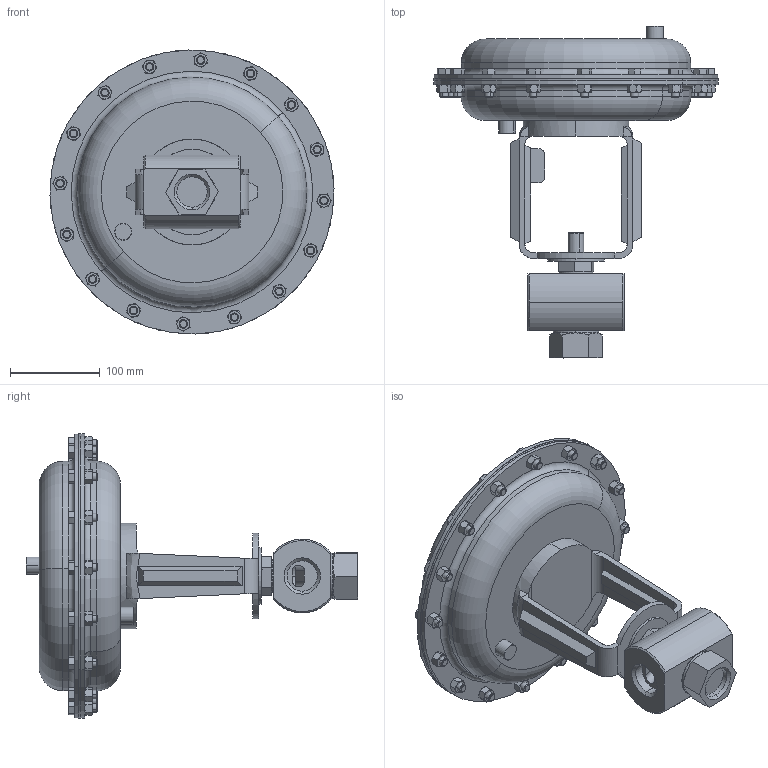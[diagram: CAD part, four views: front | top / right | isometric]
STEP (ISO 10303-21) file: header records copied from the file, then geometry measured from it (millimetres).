
FILE_DESCRIPTION (( 'STEP AP203' ), '1' );
FILE_NAME ('8000T-100-BR+CB+SB-SW-55M.step', '2017-09-20T11:29:14', ( '' ), ( '' ), 'SwSTEP 2.0', 'SolidWorks 2014', '' );
FILE_SCHEMA (( 'CONFIG_CONTROL_DESIGN' ));
Length unit declared in the file: inch
Products named in the file (1): 8000T-100-BR+CB+SB-SW-55M
Bounding box: 317.42 x 370.87 x 317.42 mm (x, y, z)
Volume: 5308938.5 mm3; surface area: 741100.4 mm2
Topology: 42 solids, 42 shells, 850 faces, 1819 edges, 1085 vertices
Faces by surface type: cone 368, plane 362, cylinder 96, torus 22, bspline 2
Entity records: 25063 total; most frequent: CARTESIAN_POINT 7631, ORIENTED_EDGE 3638, DIRECTION 3450, EDGE_CURVE 1819, AXIS2_PLACEMENT_3D 1438, VERTEX_POINT 1085, EDGE_LOOP 886, ADVANCED_FACE 850
